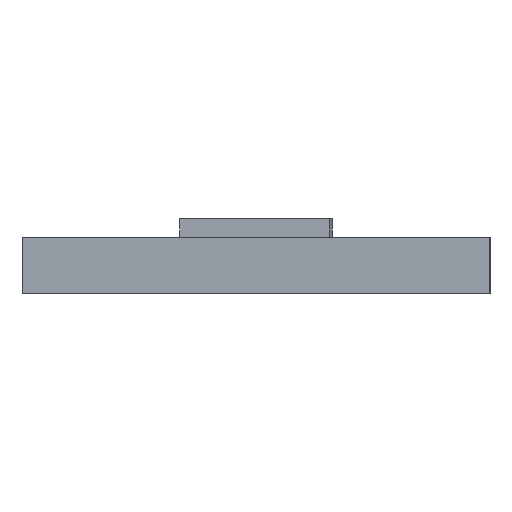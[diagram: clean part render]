
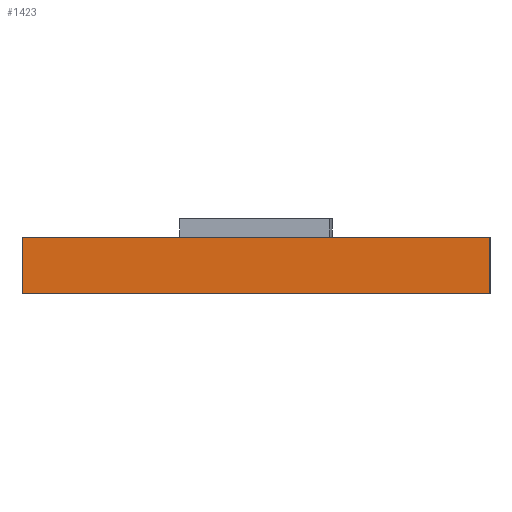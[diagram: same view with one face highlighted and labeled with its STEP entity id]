
A CAD part, left-side view. The second image highlights one B-rep face of the part: STEP entity #1423.
In plain terms, the highlighted planar face has unit normal (-1, 0, 0).
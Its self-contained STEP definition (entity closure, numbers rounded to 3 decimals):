
#137=FACE_OUTER_BOUND('',#211,.T.);
#211=EDGE_LOOP('',(#1213,#1214,#1215,#1216));
#381=LINE('',#2412,#550);
#382=LINE('',#2415,#551);
#383=LINE('',#2417,#552);
#384=LINE('',#2418,#553);
#550=VECTOR('',#1777,10.);
#551=VECTOR('',#1780,10.);
#552=VECTOR('',#1781,10.);
#553=VECTOR('',#1782,10.);
#685=VERTEX_POINT('',#2405);
#688=VERTEX_POINT('',#2410);
#689=VERTEX_POINT('',#2414);
#690=VERTEX_POINT('',#2416);
#885=EDGE_CURVE('',#685,#688,#381,.T.);
#886=EDGE_CURVE('',#689,#685,#382,.T.);
#887=EDGE_CURVE('',#690,#688,#383,.T.);
#888=EDGE_CURVE('',#689,#690,#384,.T.);
#1213=ORIENTED_EDGE('',*,*,#886,.T.);
#1214=ORIENTED_EDGE('',*,*,#885,.T.);
#1215=ORIENTED_EDGE('',*,*,#887,.F.);
#1216=ORIENTED_EDGE('',*,*,#888,.F.);
#1349=PLANE('',#1504);
#1423=ADVANCED_FACE('',(#137),#1349,.T.);
#1504=AXIS2_PLACEMENT_3D('',#2413,#1778,#1779);
#1777=DIRECTION('',(0.,0.,1.));
#1778=DIRECTION('center_axis',(-1.,0.,0.));
#1779=DIRECTION('ref_axis',(0.,-1.,0.));
#1780=DIRECTION('',(0.,-1.,0.));
#1781=DIRECTION('',(0.,-1.,0.));
#1782=DIRECTION('',(0.,0.,1.));
#2405=CARTESIAN_POINT('',(0.,0.,0.));
#2410=CARTESIAN_POINT('',(0.,0.,3.));
#2412=CARTESIAN_POINT('',(0.,0.,0.));
#2413=CARTESIAN_POINT('Origin',(0.,25.,0.));
#2414=CARTESIAN_POINT('',(0.,25.,0.));
#2415=CARTESIAN_POINT('',(0.,25.,0.));
#2416=CARTESIAN_POINT('',(0.,25.,3.));
#2417=CARTESIAN_POINT('',(0.,25.,3.));
#2418=CARTESIAN_POINT('',(0.,25.,0.));
